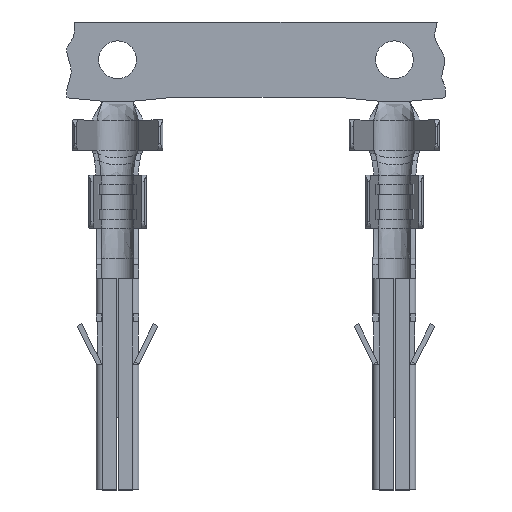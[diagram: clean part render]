
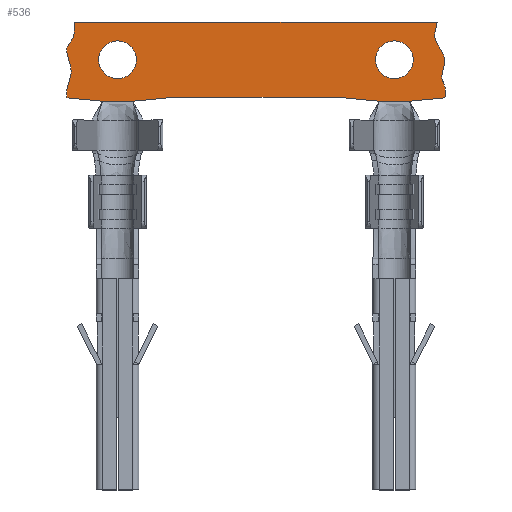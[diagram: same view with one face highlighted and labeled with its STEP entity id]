
A CAD part, top view. The second image highlights one B-rep face of the part: STEP entity #536.
In plain terms, the highlighted planar face has unit normal (0, 0, 1).
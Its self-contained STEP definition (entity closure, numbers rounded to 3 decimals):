
#536 = ADVANCED_FACE( '', ( #1365, #1366, #1367 ), #1368, .T. );
#1365 = FACE_OUTER_BOUND( '', #2779, .T. );
#1366 = FACE_BOUND( '', #2780, .T. );
#1367 = FACE_BOUND( '', #2781, .T. );
#1368 = PLANE( '', #2782 );
#2779 = EDGE_LOOP( '', ( #4740, #4741, #4742, #4743, #4744, #4745, #4746, #4747, #4748, #4749 ) );
#2780 = EDGE_LOOP( '', ( #4750 ) );
#2781 = EDGE_LOOP( '', ( #4751 ) );
#2782 = AXIS2_PLACEMENT_3D( '', #4752, #4753, #4754 );
#4740 = ORIENTED_EDGE( '', *, *, #7510, .F. );
#4741 = ORIENTED_EDGE( '', *, *, #7594, .T. );
#4742 = ORIENTED_EDGE( '', *, *, #7569, .T. );
#4743 = ORIENTED_EDGE( '', *, *, #7854, .T. );
#4744 = ORIENTED_EDGE( '', *, *, #7855, .T. );
#4745 = ORIENTED_EDGE( '', *, *, #7856, .T. );
#4746 = ORIENTED_EDGE( '', *, *, #7857, .T. );
#4747 = ORIENTED_EDGE( '', *, *, #7858, .T. );
#4748 = ORIENTED_EDGE( '', *, *, #7859, .T. );
#4749 = ORIENTED_EDGE( '', *, *, #7860, .T. );
#4750 = ORIENTED_EDGE( '', *, *, #7861, .T. );
#4751 = ORIENTED_EDGE( '', *, *, #7636, .T. );
#4752 = CARTESIAN_POINT( '', ( -3., 0.9, 0. ) );
#4753 = DIRECTION( '', ( 0., 0., 1. ) );
#4754 = DIRECTION( '', ( 1., 0., 0. ) );
#7510 = EDGE_CURVE( '', #8889, #8891, #8892, .T. );
#7569 = EDGE_CURVE( '', #8996, #8994, #8997, .T. );
#7594 = EDGE_CURVE( '', #8889, #8996, #9039, .T. );
#7636 = EDGE_CURVE( '', #9109, #9109, #9110, .T. );
#7854 = EDGE_CURVE( '', #8994, #9479, #9480, .T. );
#7855 = EDGE_CURVE( '', #9479, #9481, #9482, .T. );
#7856 = EDGE_CURVE( '', #9481, #9483, #9484, .T. );
#7857 = EDGE_CURVE( '', #9483, #9485, #9486, .T. );
#7858 = EDGE_CURVE( '', #9485, #9487, #9488, .T. );
#7859 = EDGE_CURVE( '', #9487, #9489, #9490, .T. );
#7860 = EDGE_CURVE( '', #9489, #8891, #9491, .T. );
#7861 = EDGE_CURVE( '', #9492, #9492, #9493, .T. );
#8889 = VERTEX_POINT( '', #10867 );
#8891 = VERTEX_POINT( '', #10870 );
#8892 = B_SPLINE_CURVE_WITH_KNOTS( '', 3, ( #10871, #10872, #10873, #10874, #10875, #10876 ), .UNSPECIFIED., .F., .F., ( 4, 1, 1, 4 ), ( 0., 0.313, 0.669, 1. ), .UNSPECIFIED. );
#8994 = VERTEX_POINT( '', #11032 );
#8996 = VERTEX_POINT( '', #11037 );
#8997 = LINE( '', #11038, #11039 );
#9039 = LINE( '', #11110, #11111 );
#9109 = VERTEX_POINT( '', #11233 );
#9110 = CIRCLE( '', #11234, 0.75 );
#9479 = VERTEX_POINT( '', #11824 );
#9480 = LINE( '', #11825, #11826 );
#9481 = VERTEX_POINT( '', #11827 );
#9482 = LINE( '', #11828, #11829 );
#9483 = VERTEX_POINT( '', #11830 );
#9484 = LINE( '', #11831, #11832 );
#9485 = VERTEX_POINT( '', #11833 );
#9486 = LINE( '', #11834, #11835 );
#9487 = VERTEX_POINT( '', #11836 );
#9488 = LINE( '', #11837, #11838 );
#9489 = VERTEX_POINT( '', #11839 );
#9490 = B_SPLINE_CURVE_WITH_KNOTS( '', 3, ( #11840, #11841, #11842, #11843, #11844, #11845, #11846 ), .UNSPECIFIED., .F., .F., ( 4, 1, 1, 1, 4 ), ( 0., 0.182, 0.344, 0.743, 1. ), .UNSPECIFIED. );
#9491 = LINE( '', #11847, #11848 );
#9492 = VERTEX_POINT( '', #11849 );
#9493 = CIRCLE( '', #11850, 0.75 );
#10867 = CARTESIAN_POINT( '', ( -13.011, 0.887, 0. ) );
#10870 = CARTESIAN_POINT( '', ( -12.7, 3.9, 0. ) );
#10871 = CARTESIAN_POINT( '', ( -13.011, 0.887, 0. ) );
#10872 = CARTESIAN_POINT( '', ( -13.109, 1.265, 0. ) );
#10873 = CARTESIAN_POINT( '', ( -12.599, 1.842, 0. ) );
#10874 = CARTESIAN_POINT( '', ( -13.302, 2.992, 0. ) );
#10875 = CARTESIAN_POINT( '', ( -12.648, 3.161, 0. ) );
#10876 = CARTESIAN_POINT( '', ( -12.7, 3.9, 0. ) );
#11032 = CARTESIAN_POINT( '', ( -10.4, 0.75, 0. ) );
#11037 = CARTESIAN_POINT( '', ( -11.6, 0.75, 0. ) );
#11038 = CARTESIAN_POINT( '', ( -11.6, 0.75, 0. ) );
#11039 = VECTOR( '', #13827, 1000. );
#11110 = CARTESIAN_POINT( '', ( -13.15, 0.9, 0. ) );
#11111 = VECTOR( '', #13851, 1000. );
#11233 = CARTESIAN_POINT( '', ( 0.75, 2.4, 0. ) );
#11234 = AXIS2_PLACEMENT_3D( '', #13891, #13892, #13893 );
#11824 = CARTESIAN_POINT( '', ( -8.85, 0.9, 0. ) );
#11825 = CARTESIAN_POINT( '', ( -10.4, 0.75, 0. ) );
#11826 = VECTOR( '', #14121, 1000. );
#11827 = CARTESIAN_POINT( '', ( -2.15, 0.9, 0. ) );
#11828 = CARTESIAN_POINT( '', ( -3., 0.9, 0. ) );
#11829 = VECTOR( '', #14122, 1000. );
#11830 = CARTESIAN_POINT( '', ( -0.6, 0.75, 0. ) );
#11831 = CARTESIAN_POINT( '', ( -2.15, 0.9, 0. ) );
#11832 = VECTOR( '', #14123, 1000. );
#11833 = CARTESIAN_POINT( '', ( 0.6, 0.75, 0. ) );
#11834 = CARTESIAN_POINT( '', ( -0.6, 0.75, 0. ) );
#11835 = VECTOR( '', #14124, 1000. );
#11836 = CARTESIAN_POINT( '', ( 2.011, 0.887, 0. ) );
#11837 = CARTESIAN_POINT( '', ( 0.6, 0.75, 0. ) );
#11838 = VECTOR( '', #14125, 1000. );
#11839 = CARTESIAN_POINT( '', ( 1.7, 3.9, 0. ) );
#11840 = CARTESIAN_POINT( '', ( 2.011, 0.887, 0. ) );
#11841 = CARTESIAN_POINT( '', ( 2.104, 1.331, 0. ) );
#11842 = CARTESIAN_POINT( '', ( 1.753, 1.566, 0. ) );
#11843 = CARTESIAN_POINT( '', ( 2.202, 2.588, 0. ) );
#11844 = CARTESIAN_POINT( '', ( 1.444, 3.109, 0. ) );
#11845 = CARTESIAN_POINT( '', ( 1.654, 3.629, 0. ) );
#11846 = CARTESIAN_POINT( '', ( 1.7, 3.9, 0. ) );
#11847 = CARTESIAN_POINT( '', ( 3., 3.9, 0. ) );
#11848 = VECTOR( '', #14126, 1000. );
#11849 = CARTESIAN_POINT( '', ( -11.75, 2.4, 0. ) );
#11850 = AXIS2_PLACEMENT_3D( '', #14127, #14128, #14129 );
#13827 = DIRECTION( '', ( 1., 0., 0. ) );
#13851 = DIRECTION( '', ( 0.995, -0.096, 0. ) );
#13891 = CARTESIAN_POINT( '', ( 0., 2.4, 0. ) );
#13892 = DIRECTION( '', ( 0., 0., -1. ) );
#13893 = DIRECTION( '', ( 1., 0., 0. ) );
#14121 = DIRECTION( '', ( 0.995, 0.096, 0. ) );
#14122 = DIRECTION( '', ( 1., 0., 0. ) );
#14123 = DIRECTION( '', ( 0.995, -0.096, 0. ) );
#14124 = DIRECTION( '', ( 1., 0., 0. ) );
#14125 = DIRECTION( '', ( 0.995, 0.096, 0. ) );
#14126 = DIRECTION( '', ( -1., 0., 0. ) );
#14127 = CARTESIAN_POINT( '', ( -11., 2.4, 0. ) );
#14128 = DIRECTION( '', ( 0., 0., -1. ) );
#14129 = DIRECTION( '', ( -1., 0., 0. ) );
